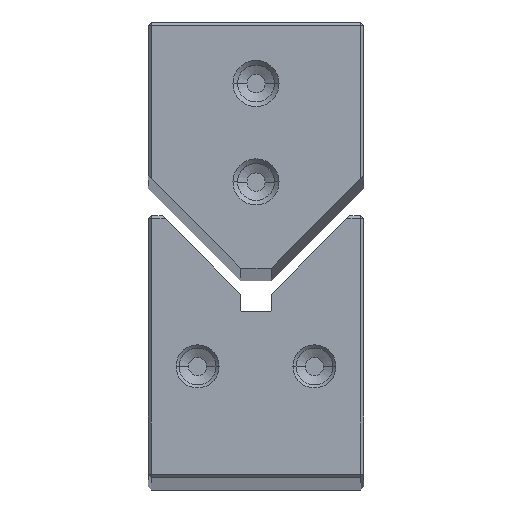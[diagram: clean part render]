
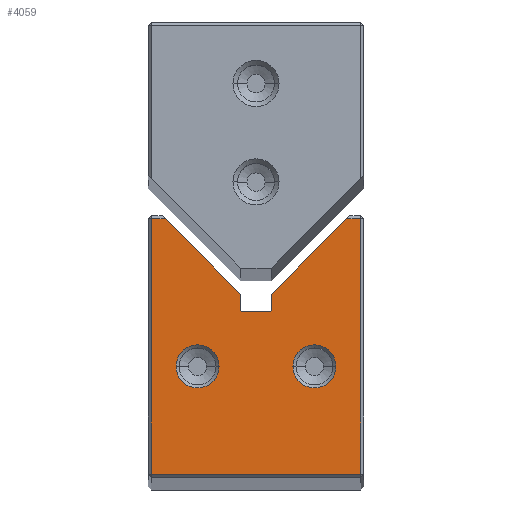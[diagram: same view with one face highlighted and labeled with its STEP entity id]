
A CAD part, top view. The second image highlights one B-rep face of the part: STEP entity #4059.
In plain terms, the highlighted planar face has unit normal (0, 0, 1).
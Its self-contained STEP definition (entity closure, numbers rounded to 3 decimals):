
#846 = AXIS2_PLACEMENT_3D ( 'NONE', #9822, #9823, #9824 ) ;
#847 = AXIS2_PLACEMENT_3D ( 'NONE', #9830, #9831, #9832 ) ;
#848 = AXIS2_PLACEMENT_3D ( 'NONE', #9851, #9852, #9853 ) ;
#849 = AXIS2_PLACEMENT_3D ( 'NONE', #9855, #9856, #9857 ) ;
#989 = ORIENTED_EDGE ( 'NONE', *, *, #18138, .T. ) ;
#990 = ORIENTED_EDGE ( 'NONE', *, *, #15482, .T. ) ;
#991 = ORIENTED_EDGE ( 'NONE', *, *, #18134, .T. ) ;
#992 = ORIENTED_EDGE ( 'NONE', *, *, #15483, .T. ) ;
#993 = ORIENTED_EDGE ( 'NONE', *, *, #15484, .T. ) ;
#994 = ORIENTED_EDGE ( 'NONE', *, *, #15485, .T. ) ;
#995 = ORIENTED_EDGE ( 'NONE', *, *, #15477, .T. ) ;
#996 = ORIENTED_EDGE ( 'NONE', *, *, #15473, .T. ) ;
#997 = ORIENTED_EDGE ( 'NONE', *, *, #15471, .T. ) ;
#998 = ORIENTED_EDGE ( 'NONE', *, *, #15469, .T. ) ;
#999 = ORIENTED_EDGE ( 'NONE', *, *, #15467, .T. ) ;
#1000 = ORIENTED_EDGE ( 'NONE', *, *, #15465, .T. ) ;
#1001 = ORIENTED_EDGE ( 'NONE', *, *, #15463, .T. ) ;
#1002 = ORIENTED_EDGE ( 'NONE', *, *, #15486, .T. ) ;
#1003 = ORIENTED_EDGE ( 'NONE', *, *, #15487, .T. ) ;
#1004 = ORIENTED_EDGE ( 'NONE', *, *, #15488, .T. ) ;
#1072 = EDGE_LOOP ( 'NONE', ( #991, #992 ) ) ;
#1074 = EDGE_LOOP ( 'NONE', ( #993, #994, #995, #996, #997, #998, #999, #1000, #1001, #1002, #1003, #1004 ) ) ;
#1076 = EDGE_LOOP ( 'NONE', ( #989, #990 ) ) ;
#1457 = LINE ( 'NONE', #9812, #1460 ) ;
#1460 = VECTOR ( 'NONE', #9814, 1000. ) ;
#1461 = LINE ( 'NONE', #9816, #1464 ) ;
#1464 = VECTOR ( 'NONE', #9817, 1000. ) ;
#1465 = CIRCLE ( 'NONE', #846, 0.25 ) ;
#1468 = LINE ( 'NONE', #9825, #1471 ) ;
#1471 = VECTOR ( 'NONE', #9826, 1000. ) ;
#1472 = CIRCLE ( 'NONE', #847, 0.25 ) ;
#1475 = LINE ( 'NONE', #9833, #1478 ) ;
#1478 = VECTOR ( 'NONE', #9834, 1000. ) ;
#1481 = CIRCLE ( 'NONE', #849, 3.5 ) ;
#1483 = LINE ( 'NONE', #9840, #1486 ) ;
#1486 = VECTOR ( 'NONE', #9841, 1000. ) ;
#1493 = CIRCLE ( 'NONE', #848, 3.5 ) ;
#1495 = LINE ( 'NONE', #9854, #1498 ) ;
#1497 = LINE ( 'NONE', #9858, #1500 ) ;
#1498 = VECTOR ( 'NONE', #9850, 1000. ) ;
#1499 = LINE ( 'NONE', #9860, #1502 ) ;
#1500 = VECTOR ( 'NONE', #9859, 1000. ) ;
#1501 = LINE ( 'NONE', #9862, #1504 ) ;
#1502 = VECTOR ( 'NONE', #9861, 1000. ) ;
#1503 = LINE ( 'NONE', #9864, #1506 ) ;
#1504 = VECTOR ( 'NONE', #9863, 1000. ) ;
#1506 = VECTOR ( 'NONE', #9865, 1000. ) ;
#1968 = CIRCLE ( 'NONE', #7834, 3.5 ) ;
#1974 = CIRCLE ( 'NONE', #7840, 3.5 ) ;
#2564 = AXIS2_PLACEMENT_3D ( 'NONE', #4215, #4211, #4217 ) ;
#2563 = CARTESIAN_POINT ( 'NONE',  ( -14.743, 42., 0. ) ) ;
#2689 = CARTESIAN_POINT ( 'NONE',  ( -2.5, 27.207, 0. ) ) ;
#2695 = CARTESIAN_POINT ( 'NONE',  ( -2.5, 29.757, 0. ) ) ;
#2698 = CARTESIAN_POINT ( 'NONE',  ( -2.25, 26.957, 0. ) ) ;
#2701 = CARTESIAN_POINT ( 'NONE',  ( 2.25, 26.957, 0. ) ) ;
#2703 = CARTESIAN_POINT ( 'NONE',  ( 17., 42., 0. ) ) ;
#2705 = CARTESIAN_POINT ( 'NONE',  ( 2.5, 27.207, 0. ) ) ;
#2707 = CARTESIAN_POINT ( 'NONE',  ( 2.5, 29.757, 0. ) ) ;
#2710 = CARTESIAN_POINT ( 'NONE',  ( 14.743, 42., 0. ) ) ;
#2713 = CARTESIAN_POINT ( 'NONE',  ( -17., 42., 0. ) ) ;
#2715 = CARTESIAN_POINT ( 'NONE',  ( 17., 0.5, 0. ) ) ;
#2718 = CARTESIAN_POINT ( 'NONE',  ( -17., 0.5, 0. ) ) ;
#4059 = ADVANCED_FACE ( 'NONE', ( #14807, #14809, #14804 ), #4216, .F. ) ;
#4211 = DIRECTION ( 'NONE',  ( 0., 0., -1. ) ) ;
#4215 = CARTESIAN_POINT ( 'NONE',  ( 2.25, 27.207, 0. ) ) ;
#4216 = PLANE ( 'NONE',  #2564 ) ;
#4217 = DIRECTION ( 'NONE',  ( -1., 0., 0. ) ) ;
#6130 = CARTESIAN_POINT ( 'NONE',  ( -9.5, 18., 0. ) ) ;
#6131 = DIRECTION ( 'NONE',  ( 0., 0., -1. ) ) ;
#6132 = DIRECTION ( 'NONE',  ( -1., 0., 0. ) ) ;
#6141 = CARTESIAN_POINT ( 'NONE',  ( 9.5, 18., 0. ) ) ;
#6142 = DIRECTION ( 'NONE',  ( 0., 0., -1. ) ) ;
#6143 = DIRECTION ( 'NONE',  ( -1., 0., 0. ) ) ;
#7834 = AXIS2_PLACEMENT_3D ( 'NONE', #6130, #6131, #6132 ) ;
#7840 = AXIS2_PLACEMENT_3D ( 'NONE', #6141, #6142, #6143 ) ;
#9812 = CARTESIAN_POINT ( 'NONE',  ( -15.243, 42.5, 0. ) ) ;
#9814 = DIRECTION ( 'NONE',  ( -0.707, 0.707, 0. ) ) ;
#9816 = CARTESIAN_POINT ( 'NONE',  ( -2.5, 29.757, 0. ) ) ;
#9817 = DIRECTION ( 'NONE',  ( 0., 1., 0. ) ) ;
#9822 = CARTESIAN_POINT ( 'NONE',  ( -2.25, 27.207, 0. ) ) ;
#9823 = DIRECTION ( 'NONE',  ( 0., 0., -1. ) ) ;
#9824 = DIRECTION ( 'NONE',  ( 1., 0., 0. ) ) ;
#9825 = CARTESIAN_POINT ( 'NONE',  ( 2.25, 26.957, 0. ) ) ;
#9826 = DIRECTION ( 'NONE',  ( -1., 0., 0. ) ) ;
#9830 = CARTESIAN_POINT ( 'NONE',  ( 2.25, 27.207, 0. ) ) ;
#9831 = DIRECTION ( 'NONE',  ( 0., 0., -1. ) ) ;
#9832 = DIRECTION ( 'NONE',  ( -1., 0., 0. ) ) ;
#9833 = CARTESIAN_POINT ( 'NONE',  ( 2.5, 29.757, 0. ) ) ;
#9834 = DIRECTION ( 'NONE',  ( 0., -1., 0. ) ) ;
#9840 = CARTESIAN_POINT ( 'NONE',  ( 15.243, 42.5, 0. ) ) ;
#9841 = DIRECTION ( 'NONE',  ( -0.707, -0.707, 0. ) ) ;
#9850 = DIRECTION ( 'NONE',  ( 0., 1., 0. ) ) ;
#9851 = CARTESIAN_POINT ( 'NONE',  ( 9.5, 18., 0. ) ) ;
#9852 = DIRECTION ( 'NONE',  ( 0., 0., -1. ) ) ;
#9853 = DIRECTION ( 'NONE',  ( -1., 0., 0. ) ) ;
#9854 = CARTESIAN_POINT ( 'NONE',  ( 17., 42.5, 0. ) ) ;
#9855 = CARTESIAN_POINT ( 'NONE',  ( -9.5, 18., 0. ) ) ;
#9856 = DIRECTION ( 'NONE',  ( 0., 0., -1. ) ) ;
#9857 = DIRECTION ( 'NONE',  ( -1., 0., 0. ) ) ;
#9858 = CARTESIAN_POINT ( 'NONE',  ( 15.243, 42., 0. ) ) ;
#9859 = DIRECTION ( 'NONE',  ( -1., 0., 0. ) ) ;
#9860 = CARTESIAN_POINT ( 'NONE',  ( -17.5, 42., 0. ) ) ;
#9861 = DIRECTION ( 'NONE',  ( -1., 0., 0. ) ) ;
#9862 = CARTESIAN_POINT ( 'NONE',  ( -17., 0., 0. ) ) ;
#9863 = DIRECTION ( 'NONE',  ( 0., -1., 0. ) ) ;
#9864 = CARTESIAN_POINT ( 'NONE',  ( 17.5, 0.5, 0. ) ) ;
#9865 = DIRECTION ( 'NONE',  ( 1., 0., 0. ) ) ;
#11215 = VERTEX_POINT ( 'NONE', #16513 ) ;
#11216 = VERTEX_POINT ( 'NONE', #16514 ) ;
#11219 = VERTEX_POINT ( 'NONE', #16517 ) ;
#11220 = VERTEX_POINT ( 'NONE', #16518 ) ;
#14804 = FACE_OUTER_BOUND ( 'NONE', #1074, .T. ) ;
#14807 = FACE_BOUND ( 'NONE', #1076, .T. ) ;
#14809 = FACE_BOUND ( 'NONE', #1072, .T. ) ;
#15463 = EDGE_CURVE ( 'NONE', #16847, #15902, #1457, .T. ) ;
#15465 = EDGE_CURVE ( 'NONE', #16846, #16847, #1461, .T. ) ;
#15467 = EDGE_CURVE ( 'NONE', #16850, #16846, #1465, .T. ) ;
#15469 = EDGE_CURVE ( 'NONE', #16853, #16850, #1468, .T. ) ;
#15471 = EDGE_CURVE ( 'NONE', #16855, #16853, #1472, .T. ) ;
#15473 = EDGE_CURVE ( 'NONE', #16856, #16855, #1475, .T. ) ;
#15477 = EDGE_CURVE ( 'NONE', #16858, #16856, #1483, .T. ) ;
#15482 = EDGE_CURVE ( 'NONE', #11220, #11219, #1493, .T. ) ;
#15483 = EDGE_CURVE ( 'NONE', #11216, #11215, #1481, .T. ) ;
#15484 = EDGE_CURVE ( 'NONE', #16863, #16854, #1495, .T. ) ;
#15485 = EDGE_CURVE ( 'NONE', #16854, #16858, #1497, .T. ) ;
#15486 = EDGE_CURVE ( 'NONE', #15902, #16861, #1499, .T. ) ;
#15487 = EDGE_CURVE ( 'NONE', #16861, #16866, #1501, .T. ) ;
#15488 = EDGE_CURVE ( 'NONE', #16866, #16863, #1503, .T. ) ;
#15902 = VERTEX_POINT ( 'NONE', #2563 ) ;
#16513 = CARTESIAN_POINT ( 'NONE',  ( -6., 18., 0. ) ) ;
#16514 = CARTESIAN_POINT ( 'NONE',  ( -13., 18., 0. ) ) ;
#16517 = CARTESIAN_POINT ( 'NONE',  ( 13., 18., 0. ) ) ;
#16518 = CARTESIAN_POINT ( 'NONE',  ( 6., 18., 0. ) ) ;
#16846 = VERTEX_POINT ( 'NONE', #2689 ) ;
#16847 = VERTEX_POINT ( 'NONE', #2695 ) ;
#16850 = VERTEX_POINT ( 'NONE', #2698 ) ;
#16853 = VERTEX_POINT ( 'NONE', #2701 ) ;
#16854 = VERTEX_POINT ( 'NONE', #2703 ) ;
#16855 = VERTEX_POINT ( 'NONE', #2705 ) ;
#16856 = VERTEX_POINT ( 'NONE', #2707 ) ;
#16858 = VERTEX_POINT ( 'NONE', #2710 ) ;
#16861 = VERTEX_POINT ( 'NONE', #2713 ) ;
#16863 = VERTEX_POINT ( 'NONE', #2715 ) ;
#16866 = VERTEX_POINT ( 'NONE', #2718 ) ;
#18134 = EDGE_CURVE ( 'NONE', #11215, #11216, #1968, .T. ) ;
#18138 = EDGE_CURVE ( 'NONE', #11219, #11220, #1974, .T. ) ;
